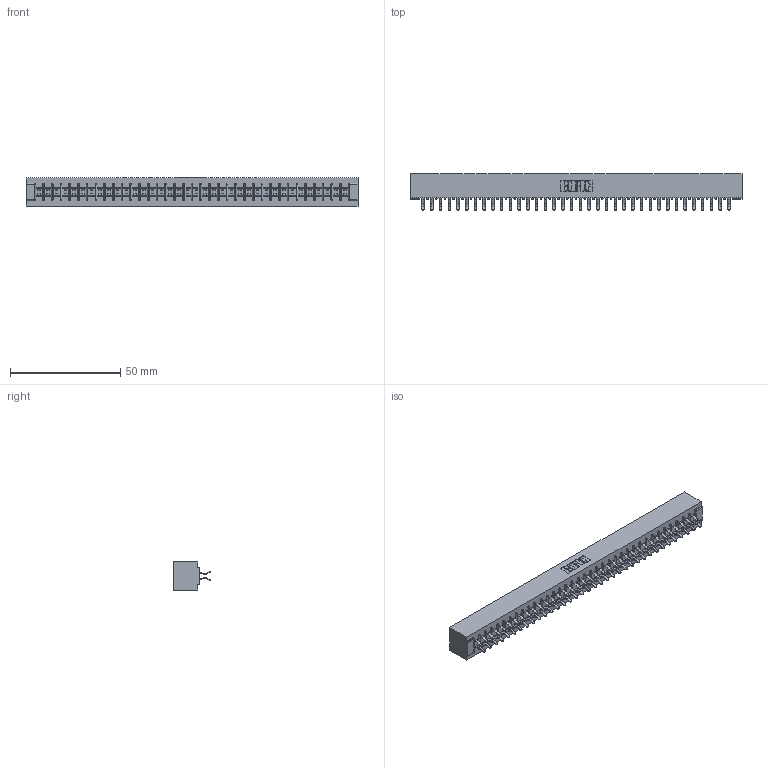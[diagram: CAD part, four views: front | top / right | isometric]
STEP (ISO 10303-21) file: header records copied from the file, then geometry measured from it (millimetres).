
FILE_DESCRIPTION (( 'STEP AP203' ), '1' );
FILE_NAME ('355-072-556-201.STEP', '2019-09-13T12:19:41', ( '' ), ( '' ), 'SwSTEP 2.0', 'SolidWorks 2016', '' );
FILE_SCHEMA (( 'CONFIG_CONTROL_DESIGN' ));
Length unit declared in the file: inch
Products named in the file (3): 305 Part_No Mounting; 355-072-556-201; 305-290-001_556
Assembly tree (73 placements, depth 2):
  355-072-556-201
    305 Part_No Mounting
    305-290-001_556  x72
Bounding box: 150.52 x 16.64 x 12.7 mm (x, y, z)
Volume: 16135.3 mm3; surface area: 20830.9 mm2
Topology: 73 solids, 73 shells, 4140 faces, 11920 edges, 7752 vertices
Faces by surface type: plane 2296, cylinder 1700, sphere 144
Entity records: 39653 total; most frequent: CARTESIAN_POINT 6562, ORIENTED_EDGE 6512, DIRECTION 6354, EDGE_CURVE 3256, LINE 2626, VECTOR 2626, VERTEX_POINT 2072, AXIS2_PLACEMENT_3D 1864
